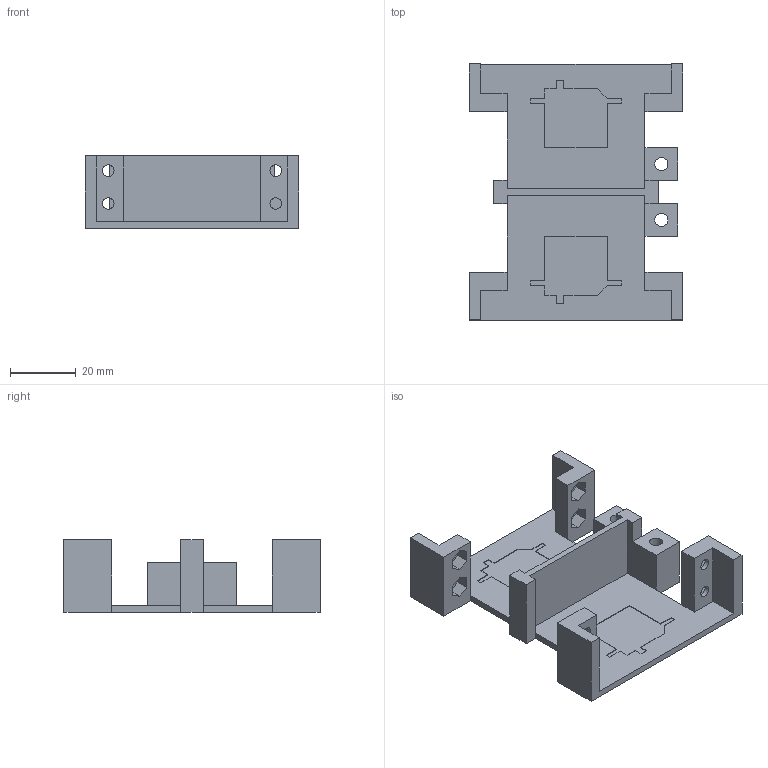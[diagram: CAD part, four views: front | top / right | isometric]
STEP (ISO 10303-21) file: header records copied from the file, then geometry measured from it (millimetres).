
FILE_DESCRIPTION(('FreeCAD Model'),'2;1');
FILE_NAME('frame-rear-servos.step' ,'2015-01-07T18:19:38',('FreeCAD'),('FreeCAD'), 'Open CASCADE STEP processor 6.7','FreeCAD','Unknown');
FILE_SCHEMA(('AUTOMOTIVE_DESIGN_CC2 { 1 2 10303 214 -1 1 5 4 }'));
Length unit declared in the file: millimetre
Products named in the file (1): servo-doc-mirror
Bounding box: 65 x 78 x 22 mm (x, y, z)
Volume: 19706.1 mm3; surface area: 17630.2 mm2
Topology: 1 solids, 1 shells, 154 faces, 418 edges, 276 vertices
Faces by surface type: plane 144, cylinder 10
Full cylindrical faces by diameter (mm): 3.5 x8, 4 x2
Entity records: 10257 total; most frequent: CARTESIAN_POINT 1753, DIRECTION 1556, LINE 1194, VECTOR 1194, ORIENTED_EDGE 836, PCURVE 836, DEFINITIONAL_REPRESENTATION 836, EDGE_CURVE 418
